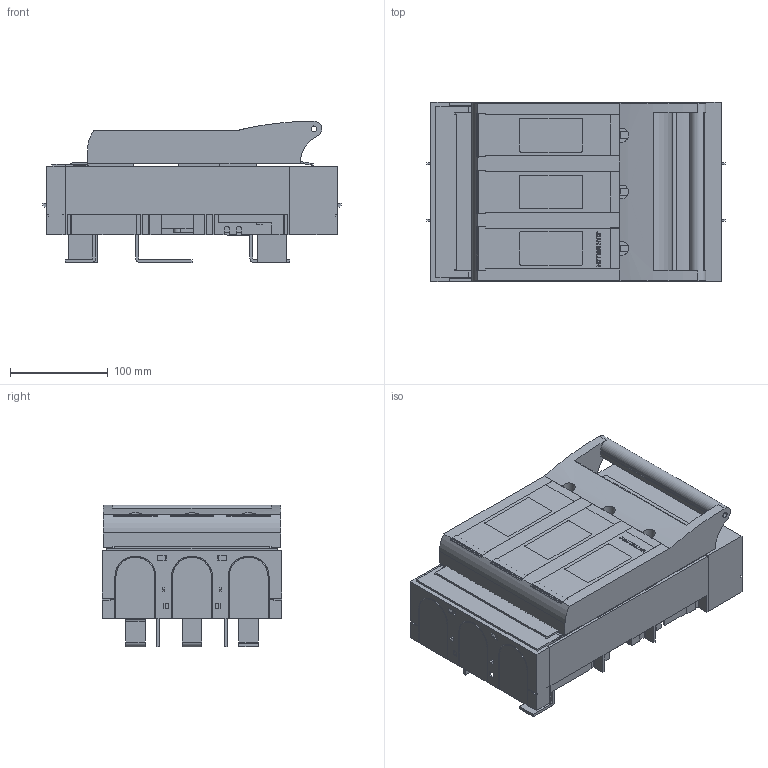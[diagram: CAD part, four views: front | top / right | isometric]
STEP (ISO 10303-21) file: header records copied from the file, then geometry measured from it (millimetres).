
FILE_DESCRIPTION(('CATIA V5 STEP'),'2;1');
FILE_NAME('T0612_L_KETO-1-3_100_Ao_F.stp','2015-02-16T15:28:18+00:00',('none'),('Jean Müller GmbH'),'CATIA Version 5 Release 19 SP 9 (IN-10)','CATIA V5 STEP AP214','none');
FILE_SCHEMA(('AUTOMOTIVE_DESIGN { 1 0 10303 214 1 1 1 1 }'));
Length unit declared in the file: millimetre
Products named in the file (14): T0612_L_KETO-1-3/100/Ao/F; 34226_01_L_Gehaeuse Gr.1 /100mm; 158634_L_Anschlusslasche Gr1; 34227_L_Schutzabdeckung Gr1 oben; 34228_L_Schutzabdeckung Gr1 unten; 5491_02_Frontplatte kpl; 34202_L_Frontplatte Gr1; 34208_L01_Scheibe Gr1; 34208_L_Scheibe Gr.1; 158671_Verbindungswinkel L1; 158672_Verbindungswinkel L2; 158673_Verbindungswinkel L3; 158634_01_L_Anschlusslasche Gr 1 ; 43729_Abstuetzung
Assembly tree (16 placements, depth 3):
  T0612_L_KETO-1-3/100/Ao/F
    34226_01_L_Gehaeuse Gr.1 /100mm
    158634_L_Anschlusslasche Gr1  x2
    34227_L_Schutzabdeckung Gr1 oben
    34228_L_Schutzabdeckung Gr1 unten
    5491_02_Frontplatte kpl
      34202_L_Frontplatte Gr1
      34208_L01_Scheibe Gr1
      34208_L_Scheibe Gr.1  x2
    158671_Verbindungswinkel L1
    158672_Verbindungswinkel L2
    158673_Verbindungswinkel L3
    158634_01_L_Anschlusslasche Gr 1 
    43729_Abstuetzung  x2
Bounding box: 305.75 x 183.5 x 145.3 mm (x, y, z)
Volume: 1820328.8 mm3; surface area: 706263.4 mm2
Topology: 15 solids, 15 shells, 1739 faces, 5479 edges, 3672 vertices
Faces by surface type: plane 1538, cylinder 183, cone 18
Entity records: 55715 total; most frequent: ORIENTED_EDGE 10668, CARTESIAN_POINT 10367, DIRECTION 7427, EDGE_CURVE 5334, VECTOR 4836, LINE 4836, VERTEX_POINT 3570, EDGE_LOOP 1810
